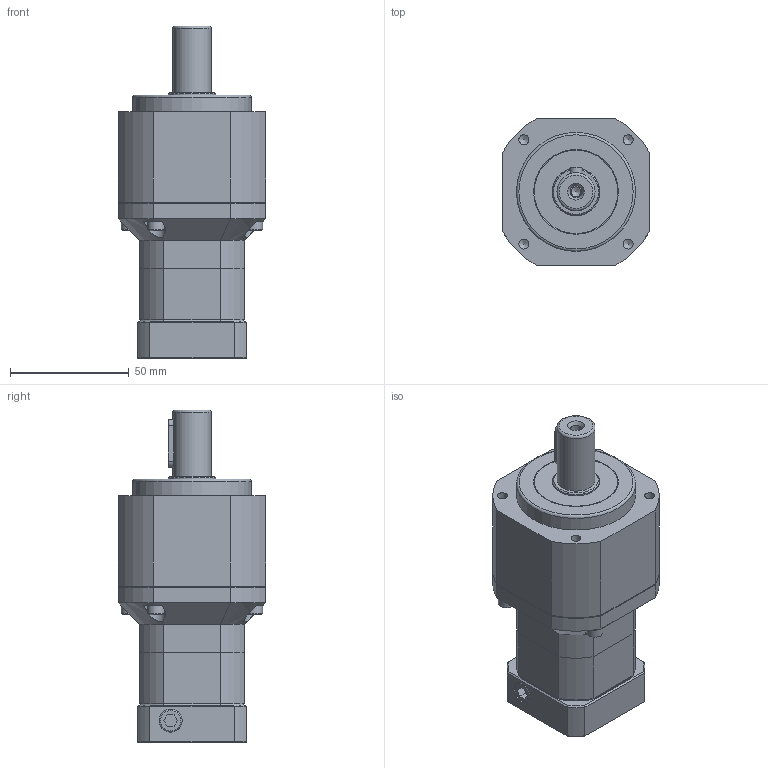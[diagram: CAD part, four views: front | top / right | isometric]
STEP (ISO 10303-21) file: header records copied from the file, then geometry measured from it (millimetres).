
FILE_DESCRIPTION((''),'2;1');
FILE_NAME('KSE-62-2.stp','2012-02-15T10:47:53',('young'),(''),'Autodesk Inventor 2012','Autodesk Inventor 2012','');
FILE_SCHEMA(('AUTOMOTIVE_DESIGN { 1 0 10303 214 1 1 1 1 }'));
Length unit declared in the file: millimetre
Products named in the file (1): KSE-62-2
Bounding box: 62 x 62 x 139.5 mm (x, y, z)
Volume: 336857.9 mm3; surface area: 75880.8 mm2
Topology: 22 solids, 22 shells, 626 faces, 1458 edges, 910 vertices
Faces by surface type: plane 349, cylinder 149, cone 98, bspline 17, torus 13
Full cylindrical faces by diameter (mm): 2.5 x9, 3 x1, 3.3 x12, 3.5 x1, 4 x8, 4.2 x9, 4.5 x12, 5 x1, 5.5 x1, 6 x5, 7 x8, 7.5 x4, 8.2 x1, 9.5 x2, 14.2 x1, 14.8 x1, 15 x2, 16 x1, 19.8 x1, 20 x1, 25 x2, 27 x1, 28 x1, 30 x1, 32 x2, 35 x2, 50 x1
Entity records: 17502 total; most frequent: CARTESIAN_POINT 3978, DIRECTION 2818, ORIENTED_EDGE 2480, EDGE_CURVE 1240, AXIS2_PLACEMENT_3D 1070, EDGE_LOOP 876, VERTEX_POINT 860, VECTOR 678
